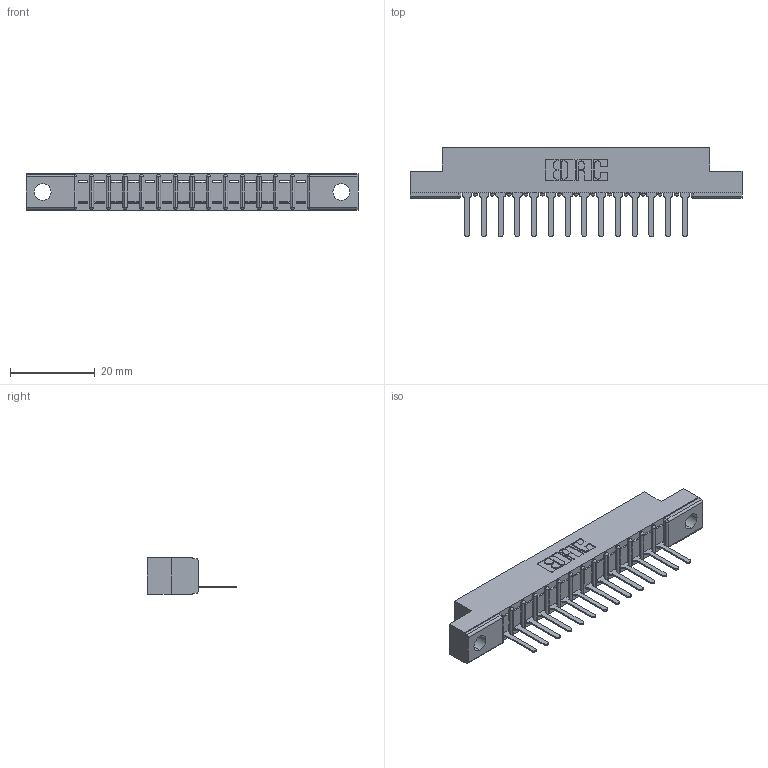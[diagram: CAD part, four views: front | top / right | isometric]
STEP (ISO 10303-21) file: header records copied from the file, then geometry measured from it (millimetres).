
FILE_DESCRIPTION (( 'STEP AP203' ), '1' );
FILE_NAME ('357-014-527-104.STEP', '2019-09-13T20:33:51', ( '' ), ( '' ), 'SwSTEP 2.0', 'SolidWorks 2016', '' );
FILE_SCHEMA (( 'CONFIG_CONTROL_DESIGN' ));
Length unit declared in the file: inch
Products named in the file (3): 357-014-527-104; 307 Part_.156 Dia Mounting Holes; 307-290-001_527
Assembly tree (15 placements, depth 2):
  357-014-527-104
    307 Part_.156 Dia Mounting Holes
    307-290-001_527  x14
Bounding box: 78.49 x 21.11 x 8.71 mm (x, y, z)
Volume: 4878.3 mm3; surface area: 7179.1 mm2
Topology: 15 solids, 15 shells, 931 faces, 2627 edges, 1690 vertices
Faces by surface type: plane 602, cylinder 299, sphere 30
Entity records: 15840 total; most frequent: CARTESIAN_POINT 2662, ORIENTED_EDGE 2646, DIRECTION 2597, EDGE_CURVE 1323, VECTOR 1011, LINE 1011, VERTEX_POINT 858, AXIS2_PLACEMENT_3D 793
